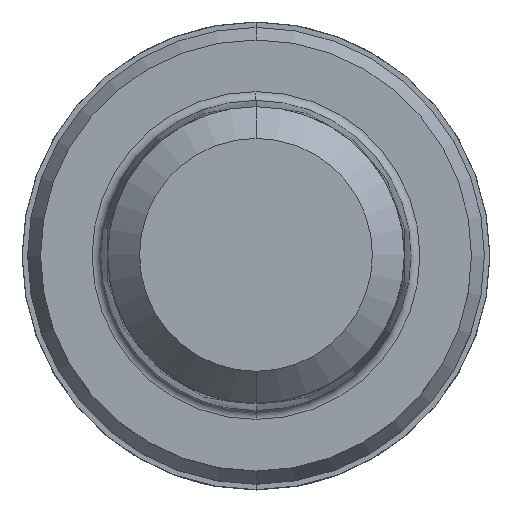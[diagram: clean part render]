
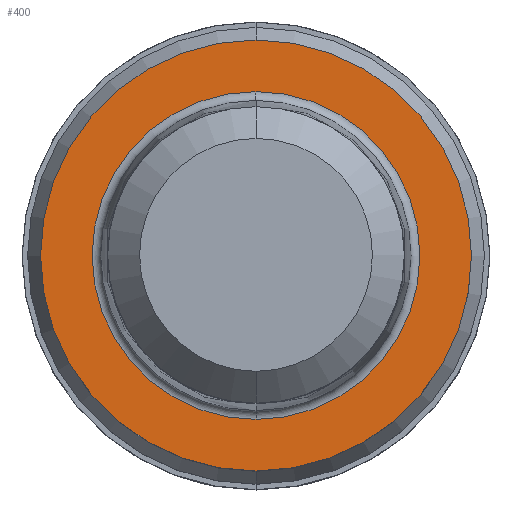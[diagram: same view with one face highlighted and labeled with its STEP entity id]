
A CAD part, top view. The second image highlights one B-rep face of the part: STEP entity #400.
In plain terms, the highlighted planar face has unit normal (0, 0, 1).
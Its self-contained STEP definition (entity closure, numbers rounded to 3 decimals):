
#208=VERTEX_POINT('',#508);
#212=VERTEX_POINT('',#512);
#250=VERTEX_POINT('',#556);
#258=VERTEX_POINT('',#566);
#278=EDGE_CURVE('',#208,#250,#589,.T.);
#296=EDGE_CURVE('',#212,#258,#608,.T.);
#338=EDGE_CURVE('',#250,#208,#653,.T.);
#372=EDGE_CURVE('',#258,#212,#690,.T.);
#400=ADVANCED_FACE('',(#724,#725),#726,.T.);
#508=CARTESIAN_POINT('',(0.,-5.85,0.01));
#512=CARTESIAN_POINT('',(0.0,4.45,0.01));
#556=CARTESIAN_POINT('',(0.0,5.85,0.01));
#566=CARTESIAN_POINT('',(0.,-4.45,0.01));
#589=CIRCLE('',#941,5.85);
#608=CIRCLE('',#968,4.45);
#653=CIRCLE('',#1030,5.85);
#690=CIRCLE('',#1081,4.45);
#724=FACE_OUTER_BOUND('',#1119,.T.);
#725=FACE_BOUND('',#1120,.T.);
#726=PLANE('',#1121);
#941=AXIS2_PLACEMENT_3D('',#1355,#1356,#1357);
#968=AXIS2_PLACEMENT_3D('',#1382,#1383,#1384);
#1030=AXIS2_PLACEMENT_3D('',#1431,#1432,#1433);
#1081=AXIS2_PLACEMENT_3D('',#1479,#1480,#1481);
#1119=EDGE_LOOP('',(#1530,#1531));
#1120=EDGE_LOOP('',(#1532,#1533));
#1121=AXIS2_PLACEMENT_3D('',#1534,#1535,#1536);
#1355=CARTESIAN_POINT('',(0.0,0.0,0.01));
#1356=DIRECTION('',(0.0,0.0,-1.0));
#1357=DIRECTION('',(0.0,1.0,0.0));
#1382=CARTESIAN_POINT('',(0.0,0.0,0.01));
#1383=DIRECTION('',(0.0,0.0,-1.0));
#1384=DIRECTION('',(0.0,1.0,0.0));
#1431=CARTESIAN_POINT('',(0.0,0.0,0.01));
#1432=DIRECTION('',(0.0,0.0,-1.0));
#1433=DIRECTION('',(0.0,1.0,0.0));
#1479=CARTESIAN_POINT('',(0.0,0.0,0.01));
#1480=DIRECTION('',(0.0,0.0,-1.0));
#1481=DIRECTION('',(0.0,1.0,0.0));
#1530=ORIENTED_EDGE('',*,*,#338,.F.);
#1531=ORIENTED_EDGE('',*,*,#278,.F.);
#1532=ORIENTED_EDGE('',*,*,#296,.T.);
#1533=ORIENTED_EDGE('',*,*,#372,.T.);
#1534=CARTESIAN_POINT('',(0.0,2.925,0.01));
#1535=DIRECTION('',(-0.0,0.0,1.0));
#1536=DIRECTION('',(0.0,-1.0,0.0));
